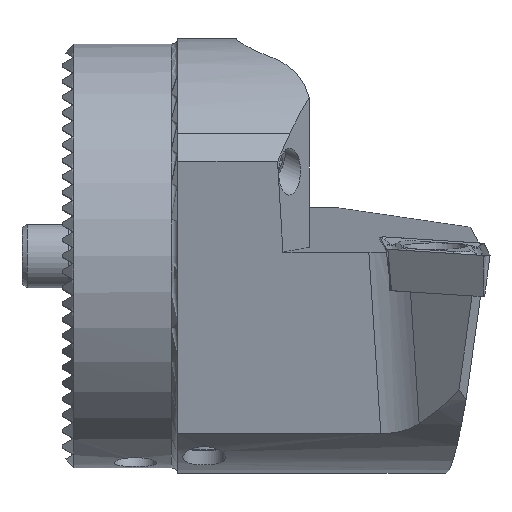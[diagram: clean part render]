
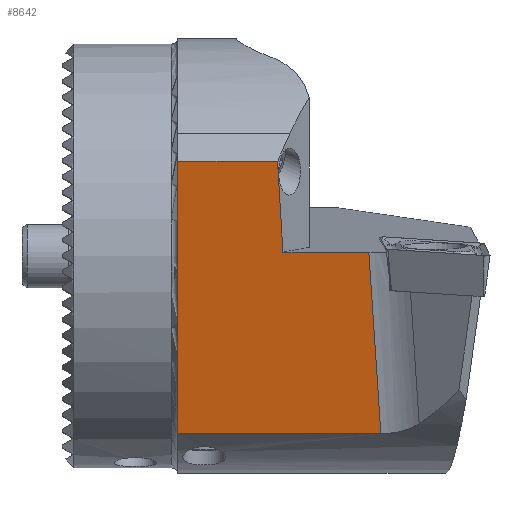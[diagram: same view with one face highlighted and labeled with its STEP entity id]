
A CAD part, top view. The second image highlights one B-rep face of the part: STEP entity #8642.
In plain terms, the highlighted planar face has unit normal (0, -0.207, 0.978).
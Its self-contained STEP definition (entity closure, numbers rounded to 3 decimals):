
#87 = CARTESIAN_POINT ( 'NONE',  ( 10.5, 8.917, 22.84 ) ) ;
#134 = DIRECTION ( 'NONE',  ( 0., 0.978, 0.207 ) ) ;
#164 = CARTESIAN_POINT ( 'NONE',  ( 10.5, -5.565, 19.776 ) ) ;
#575 = VECTOR ( 'NONE', #134, 1000. ) ;
#578 = EDGE_CURVE ( 'NONE', #11195, #4016, #4755, .T. ) ;
#686 = DIRECTION ( 'NONE',  ( -1., 0., 0. ) ) ;
#712 = VECTOR ( 'NONE', #686, 1000. ) ;
#1127 = CARTESIAN_POINT ( 'NONE',  ( 10.5, -2.259, 20.476 ) ) ;
#1251 = CARTESIAN_POINT ( 'NONE',  ( 10.483, -4.243, 20.056 ) ) ;
#1292 = VECTOR ( 'NONE', #7081, 1000. ) ;
#1579 = CARTESIAN_POINT ( 'NONE',  ( 19.937, 8.917, 22.84 ) ) ;
#1749 = VECTOR ( 'NONE', #12222, 1000. ) ;
#1945 = CARTESIAN_POINT ( 'NONE',  ( 27.924, 0.327, 21.023 ) ) ;
#2084 = VECTOR ( 'NONE', #4337, 1000. ) ;
#2272 = EDGE_CURVE ( 'NONE', #8321, #11559, #3883, .T. ) ;
#2525 = VERTEX_POINT ( 'NONE', #87 ) ;
#2567 = EDGE_CURVE ( 'NONE', #10073, #11195, #9820, .T. ) ;
#2644 = VECTOR ( 'NONE', #11271, 1000. ) ;
#3368 = CARTESIAN_POINT ( 'NONE',  ( 10.5, -2.259, 20.476 ) ) ;
#3372 = LINE ( 'NONE', #12625, #575 ) ;
#3883 = LINE ( 'NONE', #10638, #2084 ) ;
#3906 = VERTEX_POINT ( 'NONE', #3368 ) ;
#4016 = VERTEX_POINT ( 'NONE', #9898 ) ;
#4220 = LINE ( 'NONE', #5911, #1749 ) ;
#4275 = CARTESIAN_POINT ( 'NONE',  ( 30.968, -36.097, 13.317 ) ) ;
#4300 = EDGE_CURVE ( 'NONE', #10073, #6310, #3372, .T. ) ;
#4337 = DIRECTION ( 'NONE',  ( 0.057, -0.977, -0.207 ) ) ;
#4395 = ORIENTED_EDGE ( 'NONE', *, *, #7885, .F. ) ;
#4755 = LINE ( 'NONE', #13206, #1292 ) ;
#5004 = EDGE_LOOP ( 'NONE', ( #9804, #8179, #10914, #4395, #6622, #12543, #8494, #6521 ) ) ;
#5158 = EDGE_CURVE ( 'NONE', #3906, #2525, #4220, .T. ) ;
#5417 = B_SPLINE_CURVE_WITH_KNOTS ( 'NONE', 3,
 ( #7221, #164, #1251, #9510, #1127 ),
 .UNSPECIFIED., .F., .F.,
 ( 4, 1, 4 ),
 ( 0.004, 0.006, 0.008 ),
 .UNSPECIFIED. ) ;
#5911 = CARTESIAN_POINT ( 'NONE',  ( 10.5, 20.643, 25.321 ) ) ;
#6310 = VERTEX_POINT ( 'NONE', #10555 ) ;
#6521 = ORIENTED_EDGE ( 'NONE', *, *, #13080, .T. ) ;
#6622 = ORIENTED_EDGE ( 'NONE', *, *, #4300, .F. ) ;
#6664 = FACE_OUTER_BOUND ( 'NONE', #5004, .T. ) ;
#7081 = DIRECTION ( 'NONE',  ( -0.065, 0.976, 0.207 ) ) ;
#7221 = CARTESIAN_POINT ( 'NONE',  ( 10.5, -6.226, 19.637 ) ) ;
#7885 = EDGE_CURVE ( 'NONE', #6310, #3906, #5417, .T. ) ;
#7949 = LINE ( 'NONE', #1945, #2644 ) ;
#8179 = ORIENTED_EDGE ( 'NONE', *, *, #8984, .T. ) ;
#8321 = VERTEX_POINT ( 'NONE', #1579 ) ;
#8367 = VECTOR ( 'NONE', #12001, 1000. ) ;
#8494 = ORIENTED_EDGE ( 'NONE', *, *, #578, .T. ) ;
#8501 = DIRECTION ( 'NONE',  ( 0., 0.207, -0.978 ) ) ;
#8642 = ADVANCED_FACE ( 'NONE', ( #6664 ), #11372, .F. ) ;
#8984 = EDGE_CURVE ( 'NONE', #8321, #2525, #11721, .T. ) ;
#9510 = CARTESIAN_POINT ( 'NONE',  ( 10.5, -2.921, 20.336 ) ) ;
#9804 = ORIENTED_EDGE ( 'NONE', *, *, #2272, .F. ) ;
#9820 = LINE ( 'NONE', #10868, #8367 ) ;
#9898 = CARTESIAN_POINT ( 'NONE',  ( 28.559, 0.327, 21.023 ) ) ;
#10073 = VERTEX_POINT ( 'NONE', #10627 ) ;
#10555 = CARTESIAN_POINT ( 'NONE',  ( 10.5, -6.226, 19.637 ) ) ;
#10623 = DIRECTION ( 'NONE',  ( 0., 0.978, 0.207 ) ) ;
#10627 = CARTESIAN_POINT ( 'NONE',  ( 10.5, -16.804, 17.399 ) ) ;
#10638 = CARTESIAN_POINT ( 'NONE',  ( 22.607, -36.567, 13.218 ) ) ;
#10868 = CARTESIAN_POINT ( 'NONE',  ( -1.517, -16.804, 17.399 ) ) ;
#10914 = ORIENTED_EDGE ( 'NONE', *, *, #5158, .F. ) ;
#11037 = CARTESIAN_POINT ( 'NONE',  ( 20.441, 0.327, 21.023 ) ) ;
#11195 = VERTEX_POINT ( 'NONE', #13086 ) ;
#11271 = DIRECTION ( 'NONE',  ( -1., 0., 0. ) ) ;
#11372 = PLANE ( 'NONE',  #11921 ) ;
#11559 = VERTEX_POINT ( 'NONE', #11037 ) ;
#11721 = LINE ( 'NONE', #13300, #712 ) ;
#11921 = AXIS2_PLACEMENT_3D ( 'NONE', #4275, #8501, #10623 ) ;
#12001 = DIRECTION ( 'NONE',  ( 1., 0., 0. ) ) ;
#12222 = DIRECTION ( 'NONE',  ( 0., 0.978, 0.207 ) ) ;
#12543 = ORIENTED_EDGE ( 'NONE', *, *, #2567, .T. ) ;
#12625 = CARTESIAN_POINT ( 'NONE',  ( 10.5, 20.643, 25.321 ) ) ;
#13080 = EDGE_CURVE ( 'NONE', #4016, #11559, #7949, .T. ) ;
#13086 = CARTESIAN_POINT ( 'NONE',  ( 29.692, -16.804, 17.399 ) ) ;
#13206 = CARTESIAN_POINT ( 'NONE',  ( 30.968, -36.097, 13.317 ) ) ;
#13300 = CARTESIAN_POINT ( 'NONE',  ( -1.517, 8.917, 22.84 ) ) ;
